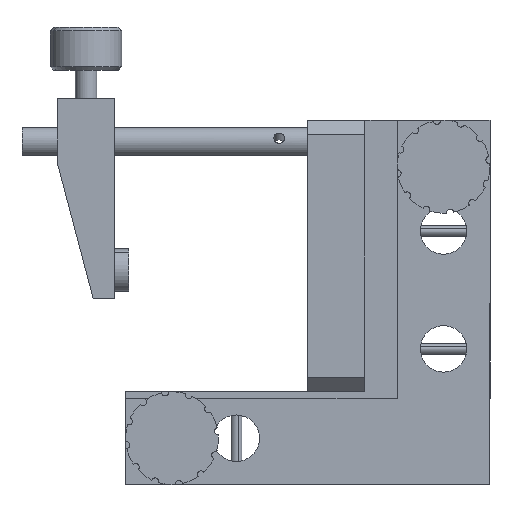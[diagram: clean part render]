
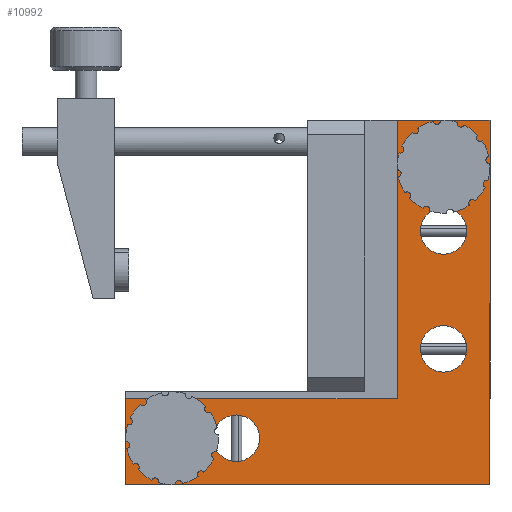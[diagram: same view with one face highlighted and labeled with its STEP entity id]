
A CAD part, front view. The second image highlights one B-rep face of the part: STEP entity #10992.
In plain terms, the highlighted planar face has unit normal (0, -1, 0).
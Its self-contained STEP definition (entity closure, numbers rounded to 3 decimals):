
#9 = VERTEX_POINT ( 'NONE', #6802 ) ;
#17 = EDGE_LOOP ( 'NONE', ( #1317, #1910 ) ) ;
#36 = VERTEX_POINT ( 'NONE', #6756 ) ;
#38 = VERTEX_POINT ( 'NONE', #6737 ) ;
#48 = EDGE_LOOP ( 'NONE', ( #1908, #2047 ) ) ;
#60 = VERTEX_POINT ( 'NONE', #6655 ) ;
#69 = VERTEX_POINT ( 'NONE', #6758 ) ;
#93 = EDGE_LOOP ( 'NONE', ( #1488, #1868, #2143, #2026, #1654, #2103 ) ) ;
#101 = EDGE_LOOP ( 'NONE', ( #1652, #2202 ) ) ;
#389 = AXIS2_PLACEMENT_3D ( 'NONE', #2374, #2447, #2359 ) ;
#440 = AXIS2_PLACEMENT_3D ( 'NONE', #2837, #2445, #3414 ) ;
#538 = CARTESIAN_POINT ( 'NONE',  ( 20.956, -4.843, 23.5 ) ) ;
#550 = CARTESIAN_POINT ( 'NONE',  ( 20.956, -4.843, 13.25 ) ) ;
#551 = CARTESIAN_POINT ( 'NONE',  ( -17.044, -4.843, -23.5 ) ) ;
#552 = CARTESIAN_POINT ( 'NONE',  ( 20.956, -4.843, -3.25 ) ) ;
#554 = CARTESIAN_POINT ( 'NONE',  ( 27.456, -4.843, 25.5 ) ) ;
#555 = CARTESIAN_POINT ( 'NONE',  ( 14.456, -4.843, 25.5 ) ) ;
#576 = CARTESIAN_POINT ( 'NONE',  ( -8.044, -4.843, -22.25 ) ) ;
#585 = CARTESIAN_POINT ( 'NONE',  ( -17.044, -4.843, -14.5 ) ) ;
#587 = CARTESIAN_POINT ( 'NONE',  ( 20.956, -4.843, -9.75 ) ) ;
#590 = CARTESIAN_POINT ( 'NONE',  ( 20.956, -4.843, 14.5 ) ) ;
#594 = CARTESIAN_POINT ( 'NONE',  ( -23.544, -4.843, -13.5 ) ) ;
#634 = AXIS2_PLACEMENT_3D ( 'NONE', #4504, #4503, #4501 ) ;
#637 = AXIS2_PLACEMENT_3D ( 'NONE', #4324, #4300, #4485 ) ;
#681 = AXIS2_PLACEMENT_3D ( 'NONE', #4563, #4411, #4537 ) ;
#703 = AXIS2_PLACEMENT_3D ( 'NONE', #4570, #4389, #4453 ) ;
#1317 = ORIENTED_EDGE ( 'NONE', *, *, #9280, .T. ) ;
#1470 = ORIENTED_EDGE ( 'NONE', *, *, #9422, .T. ) ;
#1488 = ORIENTED_EDGE ( 'NONE', *, *, #3943, .F. ) ;
#1586 = ORIENTED_EDGE ( 'NONE', *, *, #3724, .T. ) ;
#1652 = ORIENTED_EDGE ( 'NONE', *, *, #3850, .T. ) ;
#1654 = ORIENTED_EDGE ( 'NONE', *, *, #3853, .F. ) ;
#1791 = ORIENTED_EDGE ( 'NONE', *, *, #9305, .T. ) ;
#1809 = ORIENTED_EDGE ( 'NONE', *, *, #3754, .T. ) ;
#1868 = ORIENTED_EDGE ( 'NONE', *, *, #3845, .F. ) ;
#1908 = ORIENTED_EDGE ( 'NONE', *, *, #3716, .T. ) ;
#1910 = ORIENTED_EDGE ( 'NONE', *, *, #9338, .T. ) ;
#2026 = ORIENTED_EDGE ( 'NONE', *, *, #3835, .F. ) ;
#2047 = ORIENTED_EDGE ( 'NONE', *, *, #9324, .T. ) ;
#2103 = ORIENTED_EDGE ( 'NONE', *, *, #9350, .F. ) ;
#2143 = ORIENTED_EDGE ( 'NONE', *, *, #3839, .F. ) ;
#2202 = ORIENTED_EDGE ( 'NONE', *, *, #3868, .T. ) ;
#2359 = DIRECTION ( 'NONE',  ( 0., 0., 1. ) ) ;
#2374 = CARTESIAN_POINT ( 'NONE',  ( 20.956, -4.843, -6.5 ) ) ;
#2407 = DIRECTION ( 'NONE',  ( 0., 0., 1. ) ) ;
#2425 = DIRECTION ( 'NONE',  ( -1., 0., 0. ) ) ;
#2429 = CARTESIAN_POINT ( 'NONE',  ( 27.456, -4.843, -25.5 ) ) ;
#2445 = DIRECTION ( 'NONE',  ( 0., 1., 0. ) ) ;
#2447 = DIRECTION ( 'NONE',  ( 0., 1., 0. ) ) ;
#2515 = CARTESIAN_POINT ( 'NONE',  ( -23.544, -4.843, -25.5 ) ) ;
#2837 = CARTESIAN_POINT ( 'NONE',  ( 20.956, -4.843, -6.5 ) ) ;
#2884 = CARTESIAN_POINT ( 'NONE',  ( 20.956, -4.843, 10. ) ) ;
#2892 = DIRECTION ( 'NONE',  ( 0., 0., -1. ) ) ;
#2895 = CARTESIAN_POINT ( 'NONE',  ( 14.456, -4.843, 25.5 ) ) ;
#2904 = DIRECTION ( 'NONE',  ( 0., 1., 0. ) ) ;
#2982 = DIRECTION ( 'NONE',  ( 1., 0., 0. ) ) ;
#3085 = DIRECTION ( 'NONE',  ( 0., 0., 1. ) ) ;
#3102 = CARTESIAN_POINT ( 'NONE',  ( 14.456, -4.843, -13.5 ) ) ;
#3414 = DIRECTION ( 'NONE',  ( 0., 0., 1. ) ) ;
#3716 = EDGE_CURVE ( 'NONE', #11789, #11638, #7825, .T. ) ;
#3724 = EDGE_CURVE ( 'NONE', #9, #11753, #7829, .T. ) ;
#3754 = EDGE_CURVE ( 'NONE', #11753, #9, #8184, .T. ) ;
#3835 = EDGE_CURVE ( 'NONE', #11742, #11745, #8375, .T. ) ;
#3839 = EDGE_CURVE ( 'NONE', #11745, #38, #8374, .T. ) ;
#3845 = EDGE_CURVE ( 'NONE', #38, #69, #8365, .T. ) ;
#3850 = EDGE_CURVE ( 'NONE', #11748, #11645, #8358, .T. ) ;
#3853 = EDGE_CURVE ( 'NONE', #36, #11742, #8353, .T. ) ;
#3868 = EDGE_CURVE ( 'NONE', #11645, #11748, #8355, .T. ) ;
#3943 = EDGE_CURVE ( 'NONE', #69, #11626, #7842, .T. ) ;
#4298 = DIRECTION ( 'NONE',  ( 1., 0., 0. ) ) ;
#4300 = DIRECTION ( 'NONE',  ( 0., 1., 0. ) ) ;
#4324 = CARTESIAN_POINT ( 'NONE',  ( 20.956, -4.843, 19. ) ) ;
#4389 = DIRECTION ( 'NONE',  ( 0., 1., 0. ) ) ;
#4411 = DIRECTION ( 'NONE',  ( 0., 1., 0. ) ) ;
#4413 = CARTESIAN_POINT ( 'NONE',  ( -23.544, -4.843, -13.5 ) ) ;
#4453 = DIRECTION ( 'NONE',  ( 0., 0., 1. ) ) ;
#4485 = DIRECTION ( 'NONE',  ( 0., 0., 1. ) ) ;
#4501 = DIRECTION ( 'NONE',  ( 0., 0., 1. ) ) ;
#4503 = DIRECTION ( 'NONE',  ( 0., 1., 0. ) ) ;
#4504 = CARTESIAN_POINT ( 'NONE',  ( -8.044, -4.843, -19. ) ) ;
#4537 = DIRECTION ( 'NONE',  ( 0., 0., 1. ) ) ;
#4563 = CARTESIAN_POINT ( 'NONE',  ( -17.044, -4.843, -19. ) ) ;
#4570 = CARTESIAN_POINT ( 'NONE',  ( -17.044, -4.843, -19. ) ) ;
#4856 = FACE_BOUND ( 'NONE', #11732, .T. ) ;
#4877 = FACE_BOUND ( 'NONE', #11721, .T. ) ;
#4888 = FACE_BOUND ( 'NONE', #101, .T. ) ;
#5017 = FACE_BOUND ( 'NONE', #48, .T. ) ;
#5018 = FACE_BOUND ( 'NONE', #17, .T. ) ;
#5023 = FACE_OUTER_BOUND ( 'NONE', #93, .T. ) ;
#5047 = DIRECTION ( 'NONE',  ( 0., 0., 1. ) ) ;
#5067 = DIRECTION ( 'NONE',  ( 0., 1., 0. ) ) ;
#5107 = DIRECTION ( 'NONE',  ( 0., 0., 1. ) ) ;
#5108 = DIRECTION ( 'NONE',  ( 0., 1., 0. ) ) ;
#5110 = CARTESIAN_POINT ( 'NONE',  ( 20.956, -4.843, 10. ) ) ;
#5124 = CARTESIAN_POINT ( 'NONE',  ( 20.956, -4.843, 19. ) ) ;
#5704 = CARTESIAN_POINT ( 'NONE',  ( -8.044, -4.843, -19. ) ) ;
#5728 = DIRECTION ( 'NONE',  ( 0., 0., 1. ) ) ;
#5892 = DIRECTION ( 'NONE',  ( 0., 1., 0. ) ) ;
#6005 = AXIS2_PLACEMENT_3D ( 'NONE', #5704, #5892, #5728 ) ;
#6655 = CARTESIAN_POINT ( 'NONE',  ( -8.044, -4.843, -15.75 ) ) ;
#6737 = CARTESIAN_POINT ( 'NONE',  ( 27.456, -4.843, -25.5 ) ) ;
#6756 = CARTESIAN_POINT ( 'NONE',  ( 14.456, -4.843, -13.5 ) ) ;
#6758 = CARTESIAN_POINT ( 'NONE',  ( -23.544, -4.843, -25.5 ) ) ;
#6802 = CARTESIAN_POINT ( 'NONE',  ( 20.956, -4.843, 6.75 ) ) ;
#7007 = CARTESIAN_POINT ( 'NONE',  ( -23.544, -4.843, -13.5 ) ) ;
#7124 = DIRECTION ( 'NONE',  ( 0., 0., 1. ) ) ;
#7802 = CIRCLE ( 'NONE', #6005, 3.25 ) ;
#7825 = CIRCLE ( 'NONE', #9400, 4.5 ) ;
#7829 = CIRCLE ( 'NONE', #9376, 3.25 ) ;
#7840 = VECTOR ( 'NONE', #4298, 1000. ) ;
#7842 = LINE ( 'NONE', #7007, #8484 ) ;
#7965 = CIRCLE ( 'NONE', #634, 3.25 ) ;
#7998 = CIRCLE ( 'NONE', #637, 4.5 ) ;
#8021 = LINE ( 'NONE', #4413, #7840 ) ;
#8035 = CIRCLE ( 'NONE', #681, 4.5 ) ;
#8054 = CIRCLE ( 'NONE', #703, 4.5 ) ;
#8184 = CIRCLE ( 'NONE', #9368, 3.25 ) ;
#8340 = VECTOR ( 'NONE', #2407, 1000. ) ;
#8353 = LINE ( 'NONE', #3102, #8340 ) ;
#8355 = CIRCLE ( 'NONE', #440, 3.25 ) ;
#8358 = CIRCLE ( 'NONE', #389, 3.25 ) ;
#8360 = VECTOR ( 'NONE', #2425, 1000. ) ;
#8365 = LINE ( 'NONE', #2515, #8360 ) ;
#8371 = VECTOR ( 'NONE', #2892, 1000. ) ;
#8374 = LINE ( 'NONE', #2429, #8371 ) ;
#8375 = LINE ( 'NONE', #2895, #8378 ) ;
#8378 = VECTOR ( 'NONE', #2982, 1000. ) ;
#8484 = VECTOR ( 'NONE', #7124, 1000. ) ;
#9280 = EDGE_CURVE ( 'NONE', #11668, #11752, #8035, .T. ) ;
#9305 = EDGE_CURVE ( 'NONE', #60, #11690, #7965, .T. ) ;
#9324 = EDGE_CURVE ( 'NONE', #11638, #11789, #7998, .T. ) ;
#9338 = EDGE_CURVE ( 'NONE', #11752, #11668, #8054, .T. ) ;
#9350 = EDGE_CURVE ( 'NONE', #11626, #36, #8021, .T. ) ;
#9368 = AXIS2_PLACEMENT_3D ( 'NONE', #2884, #2904, #3085 ) ;
#9376 = AXIS2_PLACEMENT_3D ( 'NONE', #5110, #5108, #5107 ) ;
#9400 = AXIS2_PLACEMENT_3D ( 'NONE', #5124, #5067, #5047 ) ;
#9422 = EDGE_CURVE ( 'NONE', #11690, #60, #7802, .T. ) ;
#10558 = DIRECTION ( 'NONE',  ( 0., 0., -1. ) ) ;
#10559 = DIRECTION ( 'NONE',  ( 0., -1., 0. ) ) ;
#10561 = CARTESIAN_POINT ( 'NONE',  ( -23.544, -4.843, -13.5 ) ) ;
#10570 = PLANE ( 'NONE',  #11475 ) ;
#10992 = ADVANCED_FACE ( 'NONE', ( #5018, #5017, #4856, #4888, #4877, #5023 ), #10570, .T. ) ;
#11475 = AXIS2_PLACEMENT_3D ( 'NONE', #10561, #10559, #10558 ) ;
#11626 = VERTEX_POINT ( 'NONE', #594 ) ;
#11638 = VERTEX_POINT ( 'NONE', #590 ) ;
#11645 = VERTEX_POINT ( 'NONE', #587 ) ;
#11668 = VERTEX_POINT ( 'NONE', #585 ) ;
#11690 = VERTEX_POINT ( 'NONE', #576 ) ;
#11721 = EDGE_LOOP ( 'NONE', ( #1791, #1470 ) ) ;
#11732 = EDGE_LOOP ( 'NONE', ( #1809, #1586 ) ) ;
#11742 = VERTEX_POINT ( 'NONE', #555 ) ;
#11745 = VERTEX_POINT ( 'NONE', #554 ) ;
#11748 = VERTEX_POINT ( 'NONE', #552 ) ;
#11752 = VERTEX_POINT ( 'NONE', #551 ) ;
#11753 = VERTEX_POINT ( 'NONE', #550 ) ;
#11789 = VERTEX_POINT ( 'NONE', #538 ) ;
